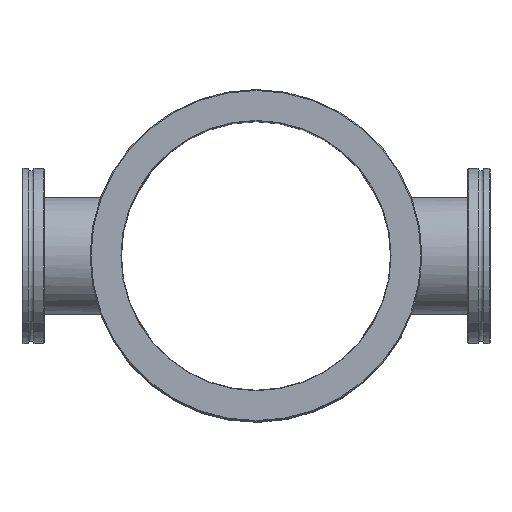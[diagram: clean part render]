
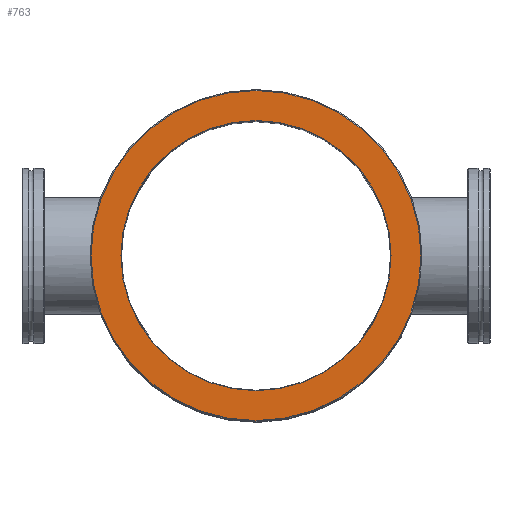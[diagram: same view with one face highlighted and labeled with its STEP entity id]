
A CAD part, top view. The second image highlights one B-rep face of the part: STEP entity #763.
In plain terms, the highlighted face is planar.
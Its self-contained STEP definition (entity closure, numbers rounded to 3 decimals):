
#64=PLANE('',#904);
#80=FACE_BOUND('',#214,.T.);
#97=CIRCLE('',#898,89.5);
#102=CIRCLE('',#905,73.25);
#103=CIRCLE('',#906,73.25);
#168=FACE_OUTER_BOUND('',#213,.T.);
#213=EDGE_LOOP('',(#570));
#214=EDGE_LOOP('',(#571,#572));
#342=VERTEX_POINT('',#1584);
#347=VERTEX_POINT('',#1598);
#348=VERTEX_POINT('',#1599);
#429=EDGE_CURVE('',#342,#342,#97,.T.);
#436=EDGE_CURVE('',#347,#348,#102,.T.);
#437=EDGE_CURVE('',#348,#347,#103,.T.);
#570=ORIENTED_EDGE('',*,*,#429,.F.);
#571=ORIENTED_EDGE('',*,*,#436,.F.);
#572=ORIENTED_EDGE('',*,*,#437,.F.);
#763=ADVANCED_FACE('',(#168,#80),#64,.T.);
#898=AXIS2_PLACEMENT_3D('',#1585,#1038,#1039);
#904=AXIS2_PLACEMENT_3D('',#1597,#1052,#1053);
#905=AXIS2_PLACEMENT_3D('',#1600,#1054,#1055);
#906=AXIS2_PLACEMENT_3D('',#1601,#1056,#1057);
#1038=DIRECTION('center_axis',(1.,0.,0.));
#1039=DIRECTION('ref_axis',(0.,0.,-1.));
#1052=DIRECTION('center_axis',(-1.,0.,0.));
#1053=DIRECTION('ref_axis',(0.,0.,1.));
#1054=DIRECTION('center_axis',(-1.,0.,0.));
#1055=DIRECTION('ref_axis',(0.,0.,1.));
#1056=DIRECTION('center_axis',(-1.,0.,0.));
#1057=DIRECTION('ref_axis',(0.,0.,1.));
#1584=CARTESIAN_POINT('',(-12.,0.,89.5));
#1585=CARTESIAN_POINT('Origin',(-12.,0.,0.));
#1597=CARTESIAN_POINT('Origin',(-12.,0.,73.25));
#1598=CARTESIAN_POINT('',(-12.,0.,73.25));
#1599=CARTESIAN_POINT('',(-12.,0.,-73.25));
#1600=CARTESIAN_POINT('Origin',(-12.,0.,0.));
#1601=CARTESIAN_POINT('Origin',(-12.,0.,0.));
